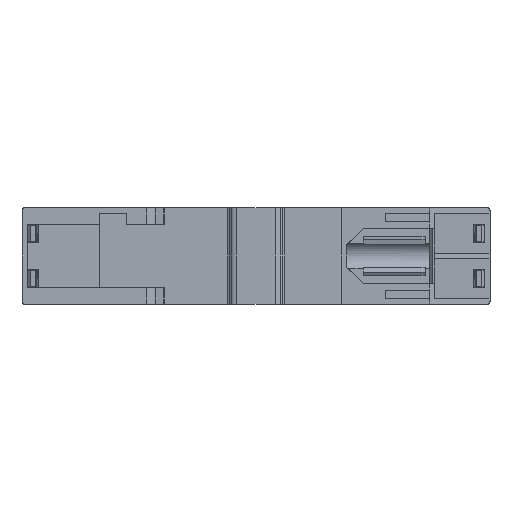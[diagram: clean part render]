
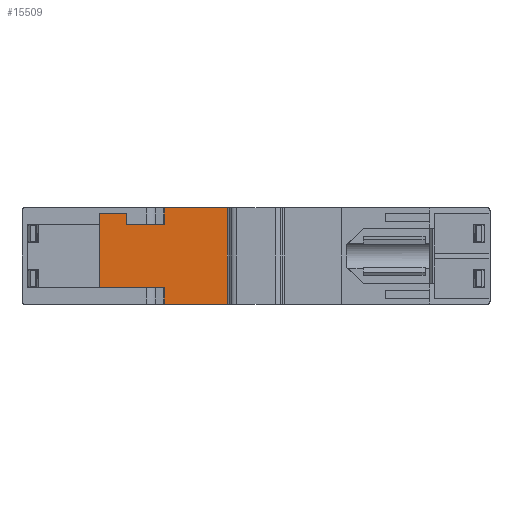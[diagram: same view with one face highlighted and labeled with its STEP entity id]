
A CAD part, front view. The second image highlights one B-rep face of the part: STEP entity #15509.
In plain terms, the highlighted planar face has unit normal (0, -1, 0).
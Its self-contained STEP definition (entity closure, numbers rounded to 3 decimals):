
#118=DIRECTION('',(-1.,0.,0.));
#119=VECTOR('',#118,12.25);
#120=CARTESIAN_POINT('',(-5.25,0.,8.75));
#121=LINE('',#120,#119);
#783=DIRECTION('',(0.,0.,1.));
#784=VECTOR('',#783,3.);
#785=CARTESIAN_POINT('',(-23.5,0.,5.75));
#786=LINE('',#785,#784);
#803=DIRECTION('',(1.,0.,0.));
#804=VECTOR('',#803,5.);
#805=CARTESIAN_POINT('',(-28.5,0.,8.75));
#806=LINE('',#805,#804);
#807=DIRECTION('',(0.,0.,1.));
#808=VECTOR('',#807,3.);
#809=CARTESIAN_POINT('',(-17.5,0.,5.75));
#810=LINE('',#809,#808);
#811=DIRECTION('',(-1.,0.,0.));
#812=VECTOR('',#811,12.25);
#813=CARTESIAN_POINT('',(-5.25,0.,-8.75));
#814=LINE('',#813,#812);
#815=DIRECTION('',(-1.,0.,0.));
#816=VECTOR('',#815,11.);
#817=CARTESIAN_POINT('',(-17.5,0.,-5.75));
#818=LINE('',#817,#816);
#827=DIRECTION('',(0.,0.,-1.));
#828=VECTOR('',#827,14.5);
#829=CARTESIAN_POINT('',(-28.5,0.,8.75));
#830=LINE('',#829,#828);
#913=DIRECTION('',(0.,0.,-1.));
#914=VECTOR('',#913,3.);
#915=CARTESIAN_POINT('',(-17.5,0.,-5.75));
#916=LINE('',#915,#914);
#1019=DIRECTION('',(-1.,0.,0.));
#1020=VECTOR('',#1019,6.);
#1021=CARTESIAN_POINT('',(-17.5,0.,5.75));
#1022=LINE('',#1021,#1020);
#1051=DIRECTION('',(0.,0.,1.));
#1052=VECTOR('',#1051,17.5);
#1053=CARTESIAN_POINT('',(-5.25,0.,-8.75));
#1054=LINE('',#1053,#1052);
#11227=CARTESIAN_POINT('',(-5.25,0.,8.75));
#11228=VERTEX_POINT('',#11227);
#11229=CARTESIAN_POINT('',(-17.5,0.,8.75));
#11230=VERTEX_POINT('',#11229);
#11247=CARTESIAN_POINT('',(-28.5,0.,8.75));
#11249=VERTEX_POINT('',#11247);
#11252=CARTESIAN_POINT('',(-23.5,0.,8.75));
#11253=VERTEX_POINT('',#11252);
#11879=CARTESIAN_POINT('',(-17.5,0.,-8.75));
#11880=VERTEX_POINT('',#11879);
#11881=CARTESIAN_POINT('',(-5.25,0.,-8.75));
#11882=VERTEX_POINT('',#11881);
#13647=CARTESIAN_POINT('',(-28.5,0.,-5.75));
#13648=VERTEX_POINT('',#13647);
#13649=CARTESIAN_POINT('',(-17.5,0.,-5.75));
#13650=VERTEX_POINT('',#13649);
#13657=CARTESIAN_POINT('',(-23.5,0.,5.75));
#13658=VERTEX_POINT('',#13657);
#13659=CARTESIAN_POINT('',(-17.5,0.,5.75));
#13660=VERTEX_POINT('',#13659);
#15486=CARTESIAN_POINT('',(-41.5,0.,-8.75));
#15487=DIRECTION('',(0.,-1.,0.));
#15488=DIRECTION('',(1.,0.,0.));
#15489=AXIS2_PLACEMENT_3D('',#15486,#15487,#15488);
#15490=PLANE('',#15489);
#15492=ORIENTED_EDGE('',*,*,#15491,.F.);
#15493=ORIENTED_EDGE('',*,*,#14814,.T.);
#15494=ORIENTED_EDGE('',*,*,#15473,.F.);
#15496=ORIENTED_EDGE('',*,*,#15495,.F.);
#15498=ORIENTED_EDGE('',*,*,#15497,.T.);
#15499=ORIENTED_EDGE('',*,*,#14786,.F.);
#15501=ORIENTED_EDGE('',*,*,#15500,.F.);
#15502=ORIENTED_EDGE('',*,*,#15333,.T.);
#15504=ORIENTED_EDGE('',*,*,#15503,.F.);
#15506=ORIENTED_EDGE('',*,*,#15505,.T.);
#15507=EDGE_LOOP('',(#15492,#15493,#15494,#15496,#15498,#15499,#15501,#15502,
#15504,#15506));
#15508=FACE_OUTER_BOUND('',#15507,.F.);
#15509=ADVANCED_FACE('',(#15508),#15490,.T.);
#14786=EDGE_CURVE('',#11228,#11230,#121,.T.);
#14814=EDGE_CURVE('',#11249,#11253,#806,.T.);
#15333=EDGE_CURVE('',#11882,#11880,#814,.T.);
#15473=EDGE_CURVE('',#13658,#11253,#786,.T.);
#15491=EDGE_CURVE('',#11249,#13648,#830,.T.);
#15495=EDGE_CURVE('',#13660,#13658,#1022,.T.);
#15497=EDGE_CURVE('',#13660,#11230,#810,.T.);
#15500=EDGE_CURVE('',#11882,#11228,#1054,.T.);
#15503=EDGE_CURVE('',#13650,#11880,#916,.T.);
#15505=EDGE_CURVE('',#13650,#13648,#818,.T.);
